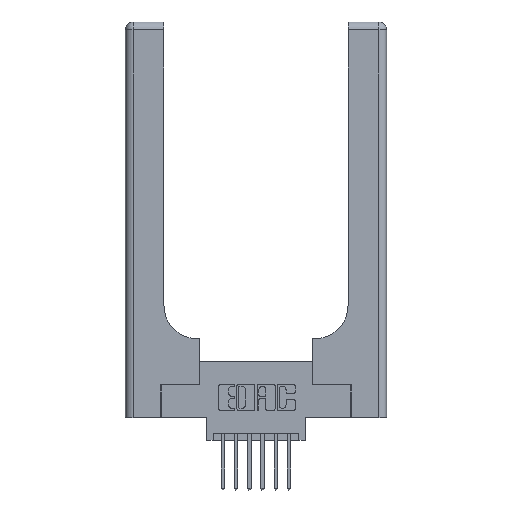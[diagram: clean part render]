
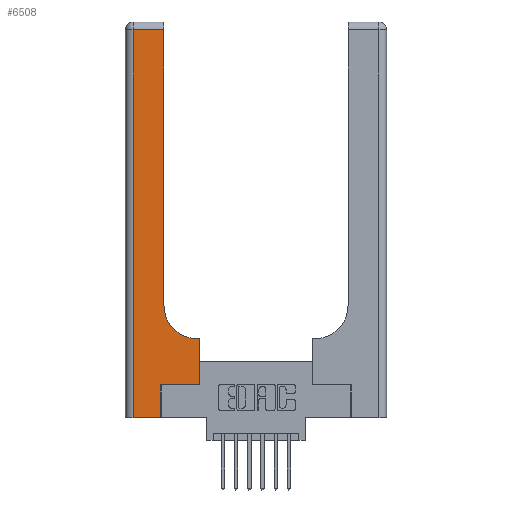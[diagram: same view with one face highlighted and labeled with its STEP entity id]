
A CAD part, top view. The second image highlights one B-rep face of the part: STEP entity #6508.
In plain terms, the highlighted planar face has unit normal (0, 0, 1).
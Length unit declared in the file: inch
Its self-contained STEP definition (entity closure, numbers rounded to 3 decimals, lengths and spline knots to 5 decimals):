
#192 = CARTESIAN_POINT ( 'NONE',  ( 0.5585, 0.25, 0.37 ) ) ;
#193 = EDGE_CURVE ( 'NONE', #14776, #13494, #9759, .T. ) ;
#687 = DIRECTION ( 'NONE',  ( -1., 0., 0. ) ) ;
#991 = EDGE_CURVE ( 'NONE', #6336, #5220, #5590, .T. ) ;
#1464 = EDGE_CURVE ( 'NONE', #14321, #6336, #8112, .T. ) ;
#1543 = VECTOR ( 'NONE', #687, 39.37008 ) ;
#1602 = ORIENTED_EDGE ( 'NONE', *, *, #193, .T. ) ;
#1607 = EDGE_CURVE ( 'NONE', #7734, #9185, #11876, .T. ) ;
#1657 = EDGE_CURVE ( 'NONE', #9185, #5828, #6284, .T. ) ;
#1742 = VECTOR ( 'NONE', #2186, 39.37008 ) ;
#1916 = DIRECTION ( 'NONE',  ( 0., 1., 0. ) ) ;
#2159 = CARTESIAN_POINT ( 'NONE',  ( 0.269, 0., 0.37 ) ) ;
#2186 = DIRECTION ( 'NONE',  ( 1., 0., 0. ) ) ;
#2383 = EDGE_CURVE ( 'NONE', #2514, #7734, #10067, .T. ) ;
#2514 = VERTEX_POINT ( 'NONE', #8543 ) ;
#2932 = CARTESIAN_POINT ( 'NONE',  ( 0., 2.94, 0.37 ) ) ;
#2934 = DIRECTION ( 'NONE',  ( 0., 1., 0. ) ) ;
#2959 = ORIENTED_EDGE ( 'NONE', *, *, #2383, .T. ) ;
#3082 = CARTESIAN_POINT ( 'NONE',  ( 0.5415, 0.85, 0.37 ) ) ;
#3496 = DIRECTION ( 'NONE',  ( 0., 0., -1. ) ) ;
#3896 = CARTESIAN_POINT ( 'NONE',  ( 0.2915, 2.94, 0.37 ) ) ;
#3938 = FACE_OUTER_BOUND ( 'NONE', #10767, .T. ) ;
#4171 = CARTESIAN_POINT ( 'NONE',  ( 0.5415, 0.6, 0.37 ) ) ;
#4181 = CARTESIAN_POINT ( 'NONE',  ( 0.2915, 3., 0.37 ) ) ;
#4780 = DIRECTION ( 'NONE',  ( -1., 0., 0. ) ) ;
#4793 = LINE ( 'NONE', #12335, #1742 ) ;
#4918 = CARTESIAN_POINT ( 'NONE',  ( 0.5585, 0.25, 0.37 ) ) ;
#5085 = EDGE_CURVE ( 'NONE', #5220, #2514, #11388, .T. ) ;
#5188 = VECTOR ( 'NONE', #2934, 39.37008 ) ;
#5216 = CARTESIAN_POINT ( 'NONE',  ( 0.269, 0.25, 0.37 ) ) ;
#5220 = VERTEX_POINT ( 'NONE', #4918 ) ;
#5330 = DIRECTION ( 'NONE',  ( 0., 0., -1. ) ) ;
#5448 = CARTESIAN_POINT ( 'NONE',  ( 0.06, 0., 0.37 ) ) ;
#5590 = LINE ( 'NONE', #11146, #13017 ) ;
#5736 = VECTOR ( 'NONE', #4780, 39.37008 ) ;
#5828 = VERTEX_POINT ( 'NONE', #3896 ) ;
#5861 = ORIENTED_EDGE ( 'NONE', *, *, #5085, .T. ) ;
#6284 = LINE ( 'NONE', #4181, #14424 ) ;
#6336 = VERTEX_POINT ( 'NONE', #5216 ) ;
#6443 = DIRECTION ( 'NONE',  ( 1., 0., 0. ) ) ;
#6508 = ADVANCED_FACE ( 'NONE', ( #3938 ), #8218, .F. ) ;
#6980 = DIRECTION ( 'NONE',  ( 0., 1., 0. ) ) ;
#7056 = VECTOR ( 'NONE', #10186, 39.37008 ) ;
#7098 = CARTESIAN_POINT ( 'NONE',  ( 0.269, 0., 0.37 ) ) ;
#7651 = CARTESIAN_POINT ( 'NONE',  ( 0.06, 2.94, 0.37 ) ) ;
#7734 = VERTEX_POINT ( 'NONE', #4171 ) ;
#7884 = ORIENTED_EDGE ( 'NONE', *, *, #10289, .T. ) ;
#8048 = AXIS2_PLACEMENT_3D ( 'NONE', #3082, #5330, #6443 ) ;
#8112 = LINE ( 'NONE', #7098, #5188 ) ;
#8218 = PLANE ( 'NONE',  #8581 ) ;
#8355 = VECTOR ( 'NONE', #6980, 39.37008 ) ;
#8543 = CARTESIAN_POINT ( 'NONE',  ( 0.5585, 0.6, 0.37 ) ) ;
#8581 = AXIS2_PLACEMENT_3D ( 'NONE', #10509, #3496, #12660 ) ;
#8770 = LINE ( 'NONE', #2932, #1543 ) ;
#8993 = ORIENTED_EDGE ( 'NONE', *, *, #12499, .T. ) ;
#9185 = VERTEX_POINT ( 'NONE', #12654 ) ;
#9759 = LINE ( 'NONE', #12428, #7056 ) ;
#10067 = LINE ( 'NONE', #12879, #5736 ) ;
#10186 = DIRECTION ( 'NONE',  ( 0., -1., 0. ) ) ;
#10199 = ORIENTED_EDGE ( 'NONE', *, *, #1607, .T. ) ;
#10289 = EDGE_CURVE ( 'NONE', #5828, #14776, #8770, .T. ) ;
#10509 = CARTESIAN_POINT ( 'NONE',  ( 0., 3., 0.37 ) ) ;
#10767 = EDGE_LOOP ( 'NONE', ( #14038, #7884, #1602, #8993, #12635, #12741, #5861, #2959, #10199 ) ) ;
#11146 = CARTESIAN_POINT ( 'NONE',  ( 0.269, 0.25, 0.37 ) ) ;
#11388 = LINE ( 'NONE', #192, #8355 ) ;
#11876 = CIRCLE ( 'NONE', #8048, 0.25 ) ;
#12334 = DIRECTION ( 'NONE',  ( 1., 0., 0. ) ) ;
#12335 = CARTESIAN_POINT ( 'NONE',  ( 0., 0., 0.37 ) ) ;
#12428 = CARTESIAN_POINT ( 'NONE',  ( 0.06, 3., 0.37 ) ) ;
#12499 = EDGE_CURVE ( 'NONE', #13494, #14321, #4793, .T. ) ;
#12635 = ORIENTED_EDGE ( 'NONE', *, *, #1464, .T. ) ;
#12654 = CARTESIAN_POINT ( 'NONE',  ( 0.2915, 0.85, 0.37 ) ) ;
#12660 = DIRECTION ( 'NONE',  ( -1., 0., 0. ) ) ;
#12741 = ORIENTED_EDGE ( 'NONE', *, *, #991, .T. ) ;
#12879 = CARTESIAN_POINT ( 'NONE',  ( 0.2915, 0.6, 0.37 ) ) ;
#13017 = VECTOR ( 'NONE', #12334, 39.37008 ) ;
#13494 = VERTEX_POINT ( 'NONE', #5448 ) ;
#14038 = ORIENTED_EDGE ( 'NONE', *, *, #1657, .T. ) ;
#14321 = VERTEX_POINT ( 'NONE', #2159 ) ;
#14424 = VECTOR ( 'NONE', #1916, 39.37008 ) ;
#14776 = VERTEX_POINT ( 'NONE', #7651 ) ;
